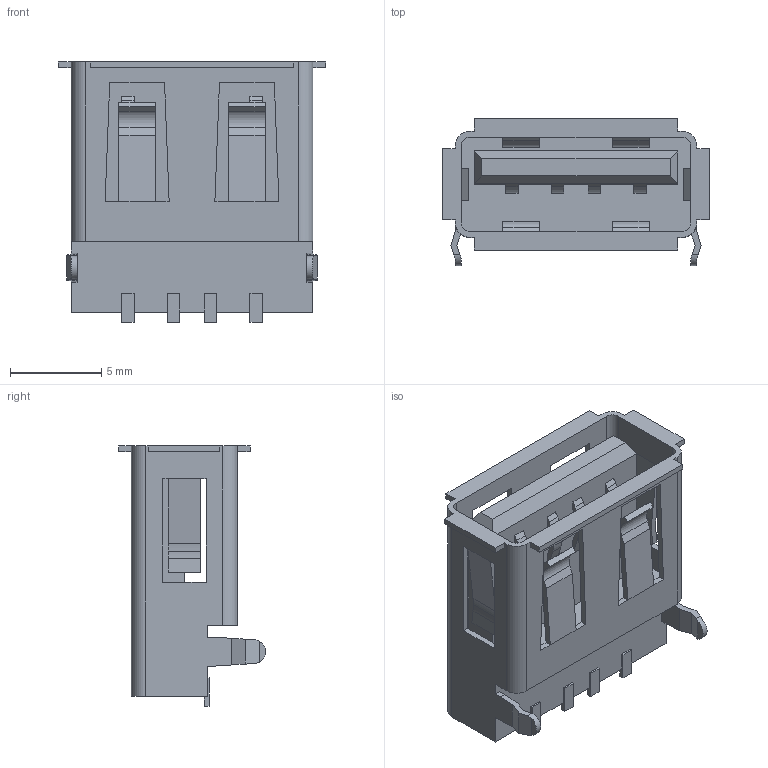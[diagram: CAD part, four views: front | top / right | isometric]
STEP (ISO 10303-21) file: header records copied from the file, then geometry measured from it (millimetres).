
FILE_DESCRIPTION (( 'STEP AP214' ), '1' );
FILE_NAME ('User Library-USB Socket.STEP', '2021-09-24T05:13:44', ( '' ), ( '' ), 'SwSTEP 2.0', 'SolidWorks 2021', '' );
FILE_SCHEMA (( 'AUTOMOTIVE_DESIGN' ));
Length unit declared in the file: millimetre
Products named in the file (1): User Library-USB Socket
Bounding box: 14.6 x 8.03 x 14.23 mm (x, y, z)
Volume: 504.8 mm3; surface area: 1266.8 mm2
Topology: 1 solids, 1 shells, 264 faces, 752 edges, 488 vertices
Faces by surface type: plane 228, cylinder 36
Entity records: 8804 total; most frequent: CARTESIAN_POINT 1529, ORIENTED_EDGE 1504, DIRECTION 1346, EDGE_CURVE 752, VECTOR 672, LINE 672, VERTEX_POINT 488, AXIS2_PLACEMENT_3D 337
